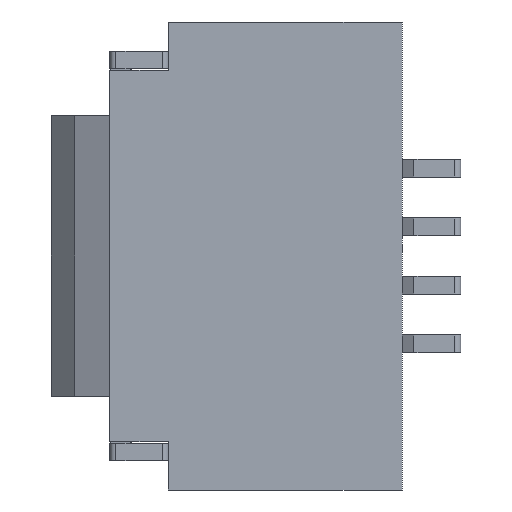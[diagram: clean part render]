
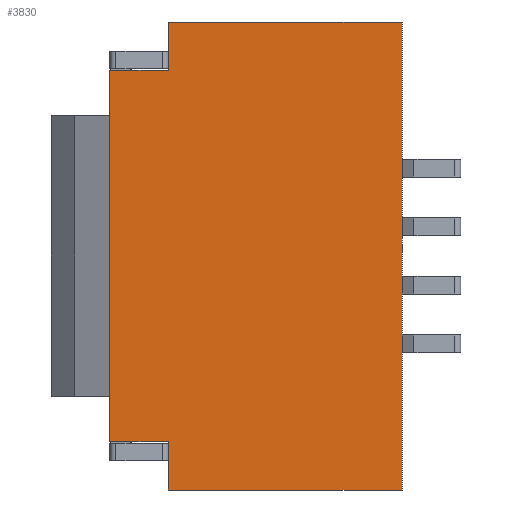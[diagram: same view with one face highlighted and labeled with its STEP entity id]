
A CAD part, front view. The second image highlights one B-rep face of the part: STEP entity #3830.
In plain terms, the highlighted planar face has unit normal (0, -1, 0).
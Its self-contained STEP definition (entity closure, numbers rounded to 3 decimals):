
#178 = DIRECTION ( 'NONE',  ( 0., 0., -1. ) ) ;
#206 = EDGE_CURVE ( 'NONE', #6976, #5230, #2846, .T. ) ;
#295 = ORIENTED_EDGE ( 'NONE', *, *, #4684, .F. ) ;
#328 = CARTESIAN_POINT ( 'NONE',  ( 0.702, -0.908, 0.012 ) ) ;
#345 = CARTESIAN_POINT ( 'NONE',  ( 0.702, -0.908, -1.615 ) ) ;
#462 = CARTESIAN_POINT ( 'NONE',  ( 1.202, -0.908, -0.4 ) ) ;
#501 = DIRECTION ( 'NONE',  ( 1., 0., 0. ) ) ;
#592 = LINE ( 'NONE', #6885, #5513 ) ;
#600 = VECTOR ( 'NONE', #778, 1000. ) ;
#680 = LINE ( 'NONE', #2832, #3019 ) ;
#768 = DIRECTION ( 'NONE',  ( 0., 0., 1. ) ) ;
#778 = DIRECTION ( 'NONE',  ( 1., 0., 0. ) ) ;
#1218 = ORIENTED_EDGE ( 'NONE', *, *, #5863, .T. ) ;
#1232 = CARTESIAN_POINT ( 'NONE',  ( 3.202, -0.908, 3.188 ) ) ;
#1325 = EDGE_CURVE ( 'NONE', #3637, #2969, #4874, .T. ) ;
#1479 = VERTEX_POINT ( 'NONE', #5102 ) ;
#1599 = VERTEX_POINT ( 'NONE', #4866 ) ;
#1659 = ORIENTED_EDGE ( 'NONE', *, *, #5510, .F. ) ;
#1677 = AXIS2_PLACEMENT_3D ( 'NONE', #2771, #7333, #6205 ) ;
#1725 = EDGE_LOOP ( 'NONE', ( #4017, #1218, #3067, #6413, #1659, #295, #3573, #3317 ) ) ;
#1818 = CARTESIAN_POINT ( 'NONE',  ( 1.202, -0.908, 0.012 ) ) ;
#1915 = DIRECTION ( 'NONE',  ( 1., 0., 0. ) ) ;
#2281 = VECTOR ( 'NONE', #178, 1000. ) ;
#2314 = LINE ( 'NONE', #462, #7074 ) ;
#2553 = LINE ( 'NONE', #6437, #2281 ) ;
#2644 = DIRECTION ( 'NONE',  ( 0., 0., 1. ) ) ;
#2680 = EDGE_CURVE ( 'NONE', #2969, #6976, #5868, .T. ) ;
#2771 = CARTESIAN_POINT ( 'NONE',  ( 1.202, -0.908, 15.35 ) ) ;
#2832 = CARTESIAN_POINT ( 'NONE',  ( 3.202, -0.908, 17.438 ) ) ;
#2846 = LINE ( 'NONE', #4183, #6258 ) ;
#2969 = VERTEX_POINT ( 'NONE', #7019 ) ;
#3019 = VECTOR ( 'NONE', #4543, 1000. ) ;
#3067 = ORIENTED_EDGE ( 'NONE', *, *, #5922, .T. ) ;
#3317 = ORIENTED_EDGE ( 'NONE', *, *, #2680, .F. ) ;
#3336 = PLANE ( 'NONE',  #1677 ) ;
#3433 = CARTESIAN_POINT ( 'NONE',  ( 1.202, -0.908, -0.4 ) ) ;
#3547 = VECTOR ( 'NONE', #2644, 1000. ) ;
#3573 = ORIENTED_EDGE ( 'NONE', *, *, #206, .F. ) ;
#3637 = VERTEX_POINT ( 'NONE', #328 ) ;
#3830 = ADVANCED_FACE ( 'NONE', ( #3902 ), #3336, .F. ) ;
#3902 = FACE_OUTER_BOUND ( 'NONE', #1725, .T. ) ;
#4017 = ORIENTED_EDGE ( 'NONE', *, *, #1325, .F. ) ;
#4183 = CARTESIAN_POINT ( 'NONE',  ( 1.202, -0.908, 3.188 ) ) ;
#4543 = DIRECTION ( 'NONE',  ( 0., 0., -1. ) ) ;
#4684 = EDGE_CURVE ( 'NONE', #5230, #1599, #5374, .T. ) ;
#4752 = CARTESIAN_POINT ( 'NONE',  ( 1.202, -0.908, 3.6 ) ) ;
#4866 = CARTESIAN_POINT ( 'NONE',  ( 3.202, -0.908, 3.6 ) ) ;
#4874 = LINE ( 'NONE', #345, #3547 ) ;
#5102 = CARTESIAN_POINT ( 'NONE',  ( 3.202, -0.908, -0.4 ) ) ;
#5230 = VERTEX_POINT ( 'NONE', #6896 ) ;
#5322 = VECTOR ( 'NONE', #1915, 1000. ) ;
#5343 = CARTESIAN_POINT ( 'NONE',  ( 1.202, -0.908, 3.188 ) ) ;
#5374 = LINE ( 'NONE', #4752, #5322 ) ;
#5510 = EDGE_CURVE ( 'NONE', #1599, #1479, #680, .T. ) ;
#5513 = VECTOR ( 'NONE', #6299, 1000. ) ;
#5590 = VERTEX_POINT ( 'NONE', #1818 ) ;
#5863 = EDGE_CURVE ( 'NONE', #3637, #5590, #592, .T. ) ;
#5865 = VERTEX_POINT ( 'NONE', #3433 ) ;
#5868 = LINE ( 'NONE', #1232, #600 ) ;
#5922 = EDGE_CURVE ( 'NONE', #5590, #5865, #2553, .T. ) ;
#6205 = DIRECTION ( 'NONE',  ( 1., 0., 0. ) ) ;
#6258 = VECTOR ( 'NONE', #768, 1000. ) ;
#6299 = DIRECTION ( 'NONE',  ( 1., 0., 0. ) ) ;
#6413 = ORIENTED_EDGE ( 'NONE', *, *, #6875, .T. ) ;
#6437 = CARTESIAN_POINT ( 'NONE',  ( 1.202, -0.908, 0.012 ) ) ;
#6875 = EDGE_CURVE ( 'NONE', #5865, #1479, #2314, .T. ) ;
#6885 = CARTESIAN_POINT ( 'NONE',  ( 3.202, -0.908, 0.012 ) ) ;
#6896 = CARTESIAN_POINT ( 'NONE',  ( 1.202, -0.908, 3.6 ) ) ;
#6976 = VERTEX_POINT ( 'NONE', #5343 ) ;
#7019 = CARTESIAN_POINT ( 'NONE',  ( 0.702, -0.908, 3.188 ) ) ;
#7074 = VECTOR ( 'NONE', #501, 1000. ) ;
#7333 = DIRECTION ( 'NONE',  ( 0., 1., 0. ) ) ;
